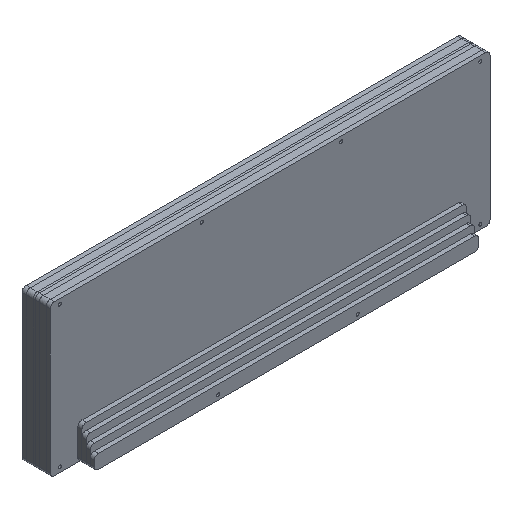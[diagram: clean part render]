
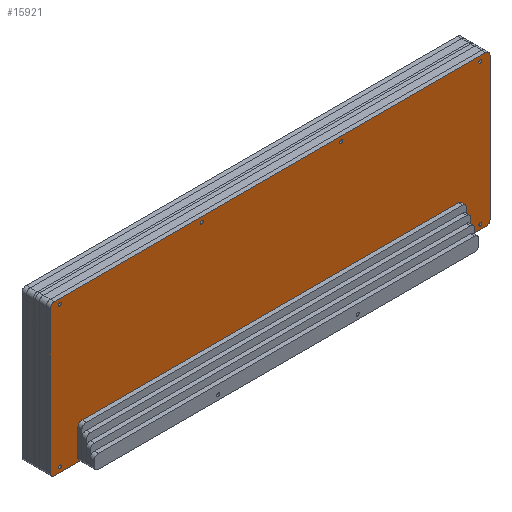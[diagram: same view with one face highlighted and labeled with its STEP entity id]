
A CAD part, isometric view. The second image highlights one B-rep face of the part: STEP entity #15921.
In plain terms, the highlighted planar face has unit normal (0, -1, 0).
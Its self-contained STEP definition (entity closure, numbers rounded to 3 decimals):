
#67=FACE_BOUND('',#2514,.T.);
#68=FACE_BOUND('',#2515,.T.);
#69=FACE_BOUND('',#2516,.T.);
#70=FACE_BOUND('',#2517,.T.);
#71=FACE_BOUND('',#2518,.T.);
#72=FACE_BOUND('',#2519,.T.);
#73=FACE_BOUND('',#2520,.T.);
#74=FACE_BOUND('',#2521,.T.);
#380=CIRCLE('',#16836,3.);
#381=CIRCLE('',#16839,3.);
#382=CIRCLE('',#16840,3.);
#383=CIRCLE('',#16841,3.);
#384=CIRCLE('',#16842,1.7);
#385=CIRCLE('',#16843,1.7);
#386=CIRCLE('',#16844,1.1);
#387=CIRCLE('',#16845,1.1);
#388=CIRCLE('',#16846,1.1);
#389=CIRCLE('',#16847,1.1);
#390=CIRCLE('',#16848,1.1);
#391=CIRCLE('',#16849,1.1);
#1655=FACE_OUTER_BOUND('',#2513,.T.);
#2513=EDGE_LOOP('',(#11033,#11034,#11035,#11036,#11037,#11038,#11039,#11040));
#2514=EDGE_LOOP('',(#11041));
#2515=EDGE_LOOP('',(#11042));
#2516=EDGE_LOOP('',(#11043));
#2517=EDGE_LOOP('',(#11044));
#2518=EDGE_LOOP('',(#11045));
#2519=EDGE_LOOP('',(#11046));
#2520=EDGE_LOOP('',(#11047));
#2521=EDGE_LOOP('',(#11048));
#3617=LINE('',#23694,#5173);
#3620=LINE('',#23700,#5176);
#3621=LINE('',#23704,#5177);
#3622=LINE('',#23708,#5178);
#5173=VECTOR('',#18794,10.);
#5176=VECTOR('',#18799,10.);
#5177=VECTOR('',#18802,10.);
#5178=VECTOR('',#18805,10.);
#6743=VERTEX_POINT('',#23687);
#6744=VERTEX_POINT('',#23689);
#6745=VERTEX_POINT('',#23693);
#6747=VERTEX_POINT('',#23699);
#6748=VERTEX_POINT('',#23701);
#6749=VERTEX_POINT('',#23703);
#6750=VERTEX_POINT('',#23705);
#6751=VERTEX_POINT('',#23707);
#6752=VERTEX_POINT('',#23710);
#6753=VERTEX_POINT('',#23712);
#6754=VERTEX_POINT('',#23714);
#6755=VERTEX_POINT('',#23716);
#6756=VERTEX_POINT('',#23718);
#6757=VERTEX_POINT('',#23720);
#6758=VERTEX_POINT('',#23722);
#6759=VERTEX_POINT('',#23724);
#8417=EDGE_CURVE('',#6743,#6744,#380,.T.);
#8419=EDGE_CURVE('',#6745,#6744,#3617,.T.);
#8422=EDGE_CURVE('',#6743,#6747,#3620,.T.);
#8423=EDGE_CURVE('',#6748,#6747,#381,.T.);
#8424=EDGE_CURVE('',#6748,#6749,#3621,.T.);
#8425=EDGE_CURVE('',#6750,#6749,#382,.T.);
#8426=EDGE_CURVE('',#6750,#6751,#3622,.T.);
#8427=EDGE_CURVE('',#6745,#6751,#383,.T.);
#8428=EDGE_CURVE('',#6752,#6752,#384,.T.);
#8429=EDGE_CURVE('',#6753,#6753,#385,.T.);
#8430=EDGE_CURVE('',#6754,#6754,#386,.T.);
#8431=EDGE_CURVE('',#6755,#6755,#387,.T.);
#8432=EDGE_CURVE('',#6756,#6756,#388,.T.);
#8433=EDGE_CURVE('',#6757,#6757,#389,.T.);
#8434=EDGE_CURVE('',#6758,#6758,#390,.T.);
#8435=EDGE_CURVE('',#6759,#6759,#391,.T.);
#11033=ORIENTED_EDGE('',*,*,#8417,.F.);
#11034=ORIENTED_EDGE('',*,*,#8422,.T.);
#11035=ORIENTED_EDGE('',*,*,#8423,.F.);
#11036=ORIENTED_EDGE('',*,*,#8424,.T.);
#11037=ORIENTED_EDGE('',*,*,#8425,.F.);
#11038=ORIENTED_EDGE('',*,*,#8426,.T.);
#11039=ORIENTED_EDGE('',*,*,#8427,.F.);
#11040=ORIENTED_EDGE('',*,*,#8419,.T.);
#11041=ORIENTED_EDGE('',*,*,#8428,.T.);
#11042=ORIENTED_EDGE('',*,*,#8429,.T.);
#11043=ORIENTED_EDGE('',*,*,#8430,.T.);
#11044=ORIENTED_EDGE('',*,*,#8431,.T.);
#11045=ORIENTED_EDGE('',*,*,#8432,.T.);
#11046=ORIENTED_EDGE('',*,*,#8433,.T.);
#11047=ORIENTED_EDGE('',*,*,#8434,.T.);
#11048=ORIENTED_EDGE('',*,*,#8435,.T.);
#15484=PLANE('',#16838);
#15921=ADVANCED_FACE('',(#1655,#67,#68,#69,#70,#71,#72,#73,#74),#15484,
 .F.);
#16836=AXIS2_PLACEMENT_3D('',#23690,#18789,#18790);
#16838=AXIS2_PLACEMENT_3D('',#23698,#18797,#18798);
#16839=AXIS2_PLACEMENT_3D('',#23702,#18800,#18801);
#16840=AXIS2_PLACEMENT_3D('',#23706,#18803,#18804);
#16841=AXIS2_PLACEMENT_3D('',#23709,#18806,#18807);
#16842=AXIS2_PLACEMENT_3D('',#23711,#18808,#18809);
#16843=AXIS2_PLACEMENT_3D('',#23713,#18810,#18811);
#16844=AXIS2_PLACEMENT_3D('',#23715,#18812,#18813);
#16845=AXIS2_PLACEMENT_3D('',#23717,#18814,#18815);
#16846=AXIS2_PLACEMENT_3D('',#23719,#18816,#18817);
#16847=AXIS2_PLACEMENT_3D('',#23721,#18818,#18819);
#16848=AXIS2_PLACEMENT_3D('',#23723,#18820,#18821);
#16849=AXIS2_PLACEMENT_3D('',#23725,#18822,#18823);
#18789=DIRECTION('center_axis',(0.,1.,0.));
#18790=DIRECTION('ref_axis',(-0.707,0.,0.707));
#18794=DIRECTION('',(-1.,0.,0.));
#18797=DIRECTION('center_axis',(0.,1.,0.));
#18798=DIRECTION('ref_axis',(1.,0.,0.));
#18799=DIRECTION('',(0.,0.,-1.));
#18800=DIRECTION('center_axis',(0.,1.,0.));
#18801=DIRECTION('ref_axis',(-0.707,0.,-0.707));
#18802=DIRECTION('',(1.,0.,0.));
#18803=DIRECTION('center_axis',(0.,1.,0.));
#18804=DIRECTION('ref_axis',(0.707,0.,-0.707));
#18805=DIRECTION('',(0.,0.,1.));
#18806=DIRECTION('center_axis',(0.,1.,0.));
#18807=DIRECTION('ref_axis',(0.707,0.,0.707));
#18808=DIRECTION('center_axis',(0.,1.,0.));
#18809=DIRECTION('ref_axis',(0.,0.,1.));
#18810=DIRECTION('center_axis',(0.,1.,0.));
#18811=DIRECTION('ref_axis',(0.,0.,1.));
#18812=DIRECTION('center_axis',(0.,1.,0.));
#18813=DIRECTION('ref_axis',(0.,0.,1.));
#18814=DIRECTION('center_axis',(0.,1.,0.));
#18815=DIRECTION('ref_axis',(0.,0.,1.));
#18816=DIRECTION('center_axis',(0.,1.,0.));
#18817=DIRECTION('ref_axis',(0.,0.,1.));
#18818=DIRECTION('center_axis',(0.,1.,0.));
#18819=DIRECTION('ref_axis',(0.,0.,1.));
#18820=DIRECTION('center_axis',(0.,1.,0.));
#18821=DIRECTION('ref_axis',(0.,0.,1.));
#18822=DIRECTION('center_axis',(0.,1.,0.));
#18823=DIRECTION('ref_axis',(0.,0.,1.));
#23687=CARTESIAN_POINT('',(0.095,0.,-3.369));
#23689=CARTESIAN_POINT('',(3.095,0.,-0.369));
#23690=CARTESIAN_POINT('Origin',(3.095,0.,-3.369));
#23693=CARTESIAN_POINT('',(315.896,0.,-0.369));
#23694=CARTESIAN_POINT('',(318.896,0.,-0.369));
#23698=CARTESIAN_POINT('Origin',(159.496,0.,-54.994));
#23699=CARTESIAN_POINT('',(0.095,0.,-106.619));
#23700=CARTESIAN_POINT('',(0.095,0.,-0.369));
#23701=CARTESIAN_POINT('',(3.095,0.,-109.619));
#23702=CARTESIAN_POINT('Origin',(3.095,0.,-106.619));
#23703=CARTESIAN_POINT('',(315.896,0.,-109.619));
#23704=CARTESIAN_POINT('',(0.095,0.,-109.619));
#23705=CARTESIAN_POINT('',(318.896,0.,-106.619));
#23706=CARTESIAN_POINT('Origin',(315.896,0.,-106.619));
#23707=CARTESIAN_POINT('',(318.896,0.,-3.369));
#23708=CARTESIAN_POINT('',(318.896,0.,-109.619));
#23709=CARTESIAN_POINT('Origin',(315.896,0.,-3.369));
#23710=CARTESIAN_POINT('',(109.895,0.,-107.82));
#23711=CARTESIAN_POINT('Origin',(109.895,0.,-106.12));
#23712=CARTESIAN_POINT('',(210.895,0.,-107.82));
#23713=CARTESIAN_POINT('Origin',(210.895,0.,-106.12));
#23714=CARTESIAN_POINT('',(311.895,0.,-107.22));
#23715=CARTESIAN_POINT('Origin',(311.895,0.,-106.12));
#23716=CARTESIAN_POINT('',(109.895,0.,-4.97));
#23717=CARTESIAN_POINT('Origin',(109.895,0.,-3.87));
#23718=CARTESIAN_POINT('',(7.094,0.,-107.22));
#23719=CARTESIAN_POINT('Origin',(7.094,0.,-106.12));
#23720=CARTESIAN_POINT('',(7.094,0.,-4.97));
#23721=CARTESIAN_POINT('Origin',(7.094,0.,-3.87));
#23722=CARTESIAN_POINT('',(210.895,0.,-4.97));
#23723=CARTESIAN_POINT('Origin',(210.895,0.,-3.87));
#23724=CARTESIAN_POINT('',(311.895,0.,-4.97));
#23725=CARTESIAN_POINT('Origin',(311.895,0.,-3.87));
